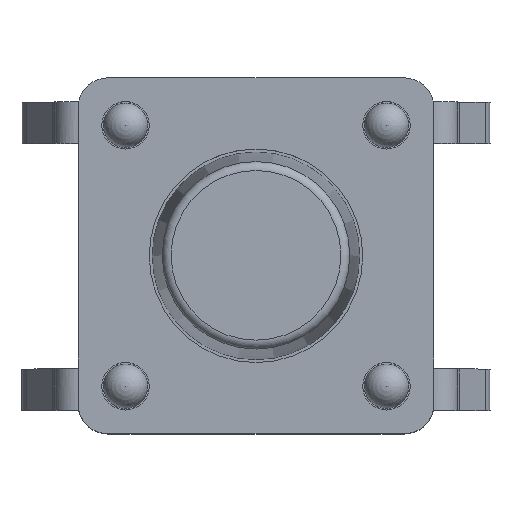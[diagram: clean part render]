
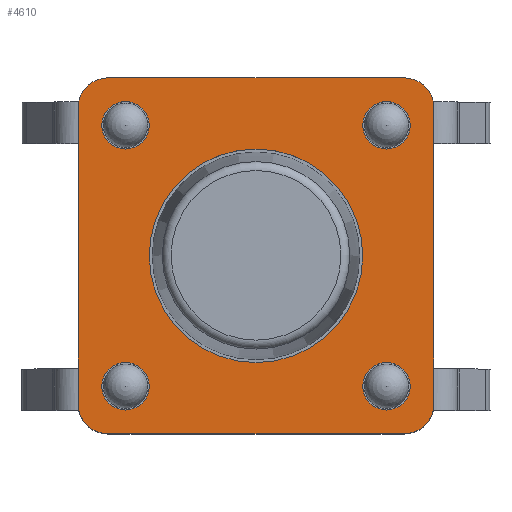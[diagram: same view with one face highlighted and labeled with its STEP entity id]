
A CAD part, top view. The second image highlights one B-rep face of the part: STEP entity #4610.
In plain terms, the highlighted planar face has unit normal (0, 0, 1).
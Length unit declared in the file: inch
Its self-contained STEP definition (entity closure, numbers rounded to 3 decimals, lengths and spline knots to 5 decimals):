
#4009=CARTESIAN_POINT('',(-0.09843,-0.11811,0.07126));
#4010=VERTEX_POINT('',#4009);
#4017=CARTESIAN_POINT('',(-0.11811,-0.09843,0.07126));
#4018=VERTEX_POINT('',#4017);
#4019=CARTESIAN_POINT('',(-0.09843,-0.09843,0.07126));
#4020=DIRECTION('',(0.0,0.0,-1.0));
#4021=DIRECTION('',(-0.707,-0.707,0.0));
#4022=AXIS2_PLACEMENT_3D('',#4019,#4020,#4021);
#4023=CIRCLE('',#4022,0.01969);
#4024=EDGE_CURVE('',#4010,#4018,#4023,.T.);
#4040=CARTESIAN_POINT('',(0.09843,-0.11811,0.07126));
#4041=VERTEX_POINT('',#4040);
#4048=CARTESIAN_POINT('',(0.09843,-0.11811,0.07126));
#4049=DIRECTION('',(-1.0,0.0,0.0));
#4050=VECTOR('',#4049,0.19685);
#4051=LINE('',#4048,#4050);
#4052=EDGE_CURVE('',#4041,#4010,#4051,.T.);
#4106=CARTESIAN_POINT('',(0.11811,-0.09843,0.07126));
#4107=VERTEX_POINT('',#4106);
#4114=CARTESIAN_POINT('',(0.09843,-0.09843,0.07126));
#4115=DIRECTION('',(0.0,0.0,-1.0));
#4116=DIRECTION('',(0.707,-0.707,0.0));
#4117=AXIS2_PLACEMENT_3D('',#4114,#4115,#4116);
#4118=CIRCLE('',#4117,0.01969);
#4119=EDGE_CURVE('',#4107,#4041,#4118,.T.);
#4138=CARTESIAN_POINT('',(0.11811,0.09843,0.07126));
#4139=VERTEX_POINT('',#4138);
#4146=CARTESIAN_POINT('',(0.11811,0.09843,0.07126));
#4147=DIRECTION('',(0.0,-1.0,0.0));
#4148=VECTOR('',#4147,0.19685);
#4149=LINE('',#4146,#4148);
#4150=EDGE_CURVE('',#4139,#4107,#4149,.T.);
#4175=CARTESIAN_POINT('',(0.09843,0.11811,0.07126));
#4176=VERTEX_POINT('',#4175);
#4183=CARTESIAN_POINT('',(0.09843,0.09843,0.07126));
#4184=DIRECTION('',(0.0,0.0,-1.0));
#4185=DIRECTION('',(0.707,0.707,0.0));
#4186=AXIS2_PLACEMENT_3D('',#4183,#4184,#4185);
#4187=CIRCLE('',#4186,0.01969);
#4188=EDGE_CURVE('',#4176,#4139,#4187,.T.);
#4390=CARTESIAN_POINT('',(-0.11811,0.09843,0.07126));
#4391=VERTEX_POINT('',#4390);
#4392=CARTESIAN_POINT('',(-0.11811,-0.09843,0.07126));
#4393=DIRECTION('',(0.0,1.0,0.0));
#4394=VECTOR('',#4393,0.19685);
#4395=LINE('',#4392,#4394);
#4396=EDGE_CURVE('',#4018,#4391,#4395,.T.);
#4415=CARTESIAN_POINT('',(-0.09843,0.11811,0.07126));
#4416=VERTEX_POINT('',#4415);
#4423=CARTESIAN_POINT('',(-0.09843,0.11811,0.07126));
#4424=DIRECTION('',(1.0,0.0,0.0));
#4425=VECTOR('',#4424,0.19685);
#4426=LINE('',#4423,#4425);
#4427=EDGE_CURVE('',#4416,#4176,#4426,.T.);
#4470=CARTESIAN_POINT('',(-0.09843,0.09843,0.07126));
#4471=DIRECTION('',(0.0,0.0,-1.0));
#4472=DIRECTION('',(-0.707,0.707,0.0));
#4473=AXIS2_PLACEMENT_3D('',#4470,#4471,#4472);
#4474=CIRCLE('',#4473,0.01969);
#4475=EDGE_CURVE('',#4391,#4416,#4474,.T.);
#4540=CARTESIAN_POINT('',(-0.12992,-0.12992,0.07126));
#4541=DIRECTION('',(0.0,0.0,1.0));
#4542=DIRECTION('',(1.0,0.0,0.0));
#4543=AXIS2_PLACEMENT_3D('',#4540,#4541,#4542);
#4544=PLANE('',#4543);
#4545=ORIENTED_EDGE('',*,*,#4024,.F.);
#4546=ORIENTED_EDGE('',*,*,#4052,.F.);
#4547=ORIENTED_EDGE('',*,*,#4119,.F.);
#4548=ORIENTED_EDGE('',*,*,#4150,.F.);
#4549=ORIENTED_EDGE('',*,*,#4188,.F.);
#4550=ORIENTED_EDGE('',*,*,#4427,.F.);
#4551=ORIENTED_EDGE('',*,*,#4475,.F.);
#4552=ORIENTED_EDGE('',*,*,#4396,.F.);
#4553=EDGE_LOOP('',(#4545,#4546,#4547,#4548,#4549,#4550,#4551,#4552));
#4554=FACE_OUTER_BOUND('',#4553,.T.);
#4555=CARTESIAN_POINT('',(0.07087,0.,0.07126));
#4556=VERTEX_POINT('',#4555);
#4557=CARTESIAN_POINT('',(0.,0.,0.07126));
#4558=DIRECTION('',(0.0,0.0,-1.0));
#4559=DIRECTION('',(-1.0,0.0,0.0));
#4560=AXIS2_PLACEMENT_3D('',#4557,#4558,#4559);
#4561=CIRCLE('',#4560,0.07087);
#4562=EDGE_CURVE('',#4556,#4556,#4561,.T.);
#4563=ORIENTED_EDGE('',*,*,#4562,.T.);
#4564=EDGE_LOOP('',(#4563));
#4565=FACE_BOUND('',#4564,.T.);
#4566=CARTESIAN_POINT('',(0.10236,-0.08661,0.07126));
#4567=VERTEX_POINT('',#4566);
#4568=CARTESIAN_POINT('',(0.08661,-0.08661,0.07126));
#4569=DIRECTION('',(0.0,0.0,-1.0));
#4570=DIRECTION('',(-1.0,0.0,0.0));
#4571=AXIS2_PLACEMENT_3D('',#4568,#4569,#4570);
#4572=CIRCLE('',#4571,0.01575);
#4573=EDGE_CURVE('',#4567,#4567,#4572,.T.);
#4574=ORIENTED_EDGE('',*,*,#4573,.T.);
#4575=EDGE_LOOP('',(#4574));
#4576=FACE_BOUND('',#4575,.T.);
#4577=CARTESIAN_POINT('',(-0.07087,-0.08661,0.07126));
#4578=VERTEX_POINT('',#4577);
#4579=CARTESIAN_POINT('',(-0.08661,-0.08661,0.07126));
#4580=DIRECTION('',(0.0,0.0,-1.0));
#4581=DIRECTION('',(-1.0,0.0,0.0));
#4582=AXIS2_PLACEMENT_3D('',#4579,#4580,#4581);
#4583=CIRCLE('',#4582,0.01575);
#4584=EDGE_CURVE('',#4578,#4578,#4583,.T.);
#4585=ORIENTED_EDGE('',*,*,#4584,.T.);
#4586=EDGE_LOOP('',(#4585));
#4587=FACE_BOUND('',#4586,.T.);
#4588=CARTESIAN_POINT('',(0.10236,0.08661,0.07126));
#4589=VERTEX_POINT('',#4588);
#4590=CARTESIAN_POINT('',(0.08661,0.08661,0.07126));
#4591=DIRECTION('',(0.0,0.0,-1.0));
#4592=DIRECTION('',(-1.0,0.0,0.0));
#4593=AXIS2_PLACEMENT_3D('',#4590,#4591,#4592);
#4594=CIRCLE('',#4593,0.01575);
#4595=EDGE_CURVE('',#4589,#4589,#4594,.T.);
#4596=ORIENTED_EDGE('',*,*,#4595,.T.);
#4597=EDGE_LOOP('',(#4596));
#4598=FACE_BOUND('',#4597,.T.);
#4599=CARTESIAN_POINT('',(-0.07087,0.08661,0.07126));
#4600=VERTEX_POINT('',#4599);
#4601=CARTESIAN_POINT('',(-0.08661,0.08661,0.07126));
#4602=DIRECTION('',(0.0,0.0,-1.0));
#4603=DIRECTION('',(-1.0,0.0,0.0));
#4604=AXIS2_PLACEMENT_3D('',#4601,#4602,#4603);
#4605=CIRCLE('',#4604,0.01575);
#4606=EDGE_CURVE('',#4600,#4600,#4605,.T.);
#4607=ORIENTED_EDGE('',*,*,#4606,.T.);
#4608=EDGE_LOOP('',(#4607));
#4609=FACE_BOUND('',#4608,.T.);
#4610=ADVANCED_FACE('',(#4554,#4565,#4576,#4587,#4598,#4609),#4544,.T.);
